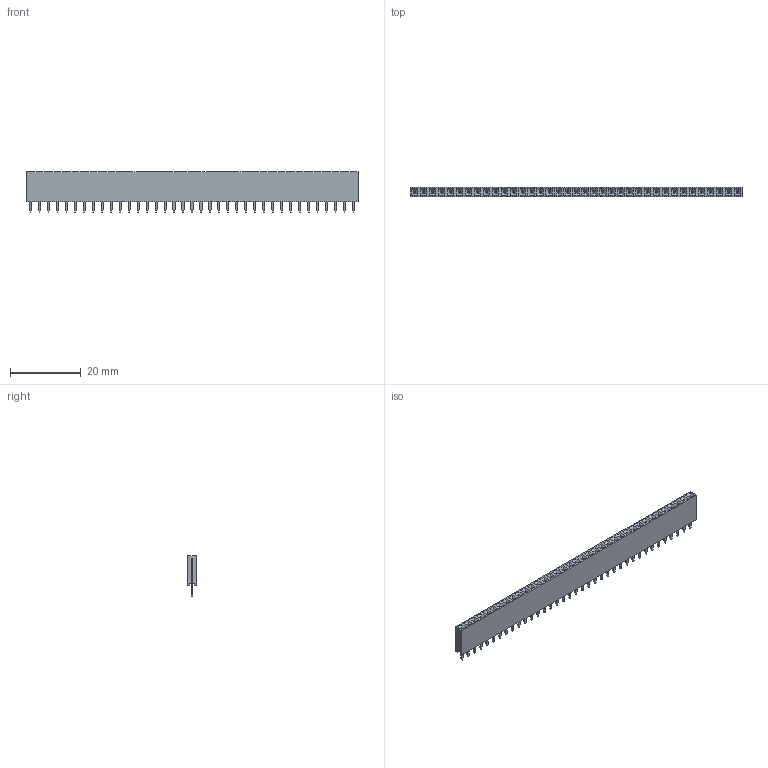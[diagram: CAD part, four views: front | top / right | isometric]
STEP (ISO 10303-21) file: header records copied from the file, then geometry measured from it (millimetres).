
FILE_DESCRIPTION(('STEP AP214'), '1');
FILE_NAME('PBS', '', ('UNSPECIFIED'), ('UNSPECIFIED'), 'ASCON STEP Converter 1.6', 'ASCON Math Kernel', '');
FILE_SCHEMA(('AUTOMOTIVE_DESIGN { 1 0 10303 214 3 1 1}'));
Length unit declared in the file: millimetre
Bounding box: 93.98 x 2.54 x 11.5 mm (x, y, z)
Volume: 1809.4 mm3; surface area: 3824.4 mm2
Topology: 1 solids, 1 shells, 2008 faces, 5500 edges, 3420 vertices
Faces by surface type: plane 1749, cylinder 259
Entity records: 78330 total; most frequent: ORIENTED_EDGE 11000, CARTESIAN_POINT 10929, DIRECTION 10184, EDGE_CURVE 5500, LINE 4834, VECTOR 4834, VERTEX_POINT 3420, AXIS2_PLACEMENT_3D 2675
